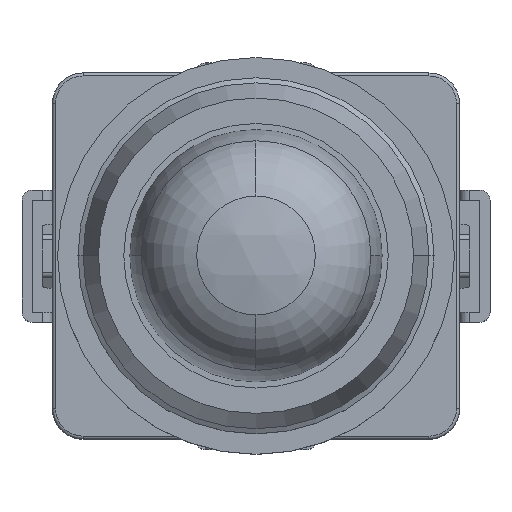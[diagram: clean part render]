
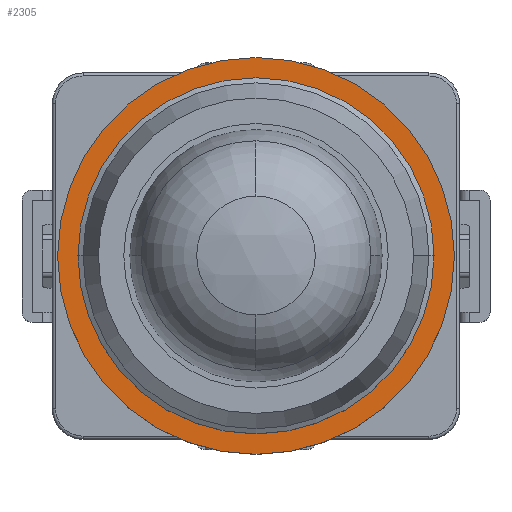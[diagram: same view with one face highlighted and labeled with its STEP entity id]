
A CAD part, top view. The second image highlights one B-rep face of the part: STEP entity #2305.
In plain terms, the highlighted planar face has unit normal (0, 0, 1).
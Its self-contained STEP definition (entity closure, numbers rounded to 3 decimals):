
#58 = CARTESIAN_POINT ( 'NONE',  ( 0., 0., 1.5 ) ) ;
#262 = ORIENTED_EDGE ( 'NONE', *, *, #1380, .T. ) ;
#867 = VERTEX_POINT ( 'NONE', #6928 ) ;
#1094 = AXIS2_PLACEMENT_3D ( 'NONE', #5502, #4182, #2865 ) ;
#1380 = EDGE_CURVE ( 'NONE', #867, #7917, #7800, .T. ) ;
#1475 = PLANE ( 'NONE',  #6719 ) ;
#1945 = ORIENTED_EDGE ( 'NONE', *, *, #10766, .F. ) ;
#2305 = ADVANCED_FACE ( 'NONE', ( #6807, #6765 ), #1475, .T. ) ;
#2586 = EDGE_LOOP ( 'NONE', ( #8114, #262 ) ) ;
#2865 = DIRECTION ( 'NONE',  ( -1., 0., 0. ) ) ;
#3237 = EDGE_CURVE ( 'NONE', #7917, #867, #7021, .T. ) ;
#3497 = CIRCLE ( 'NONE', #1094, 14.75 ) ;
#4032 = CARTESIAN_POINT ( 'NONE',  ( -19.5, 0., 1.5 ) ) ;
#4109 = AXIS2_PLACEMENT_3D ( 'NONE', #9740, #8435, #7119 ) ;
#4182 = DIRECTION ( 'NONE',  ( 0., 0., 1. ) ) ;
#4355 = CIRCLE ( 'NONE', #7823, 14.75 ) ;
#4976 = VERTEX_POINT ( 'NONE', #7591 ) ;
#5502 = CARTESIAN_POINT ( 'NONE',  ( 0., 0., 1.5 ) ) ;
#6232 = VERTEX_POINT ( 'NONE', #9320 ) ;
#6345 = DIRECTION ( 'NONE',  ( -1., 0., 0. ) ) ;
#6434 = DIRECTION ( 'NONE',  ( -1., 0., 0. ) ) ;
#6719 = AXIS2_PLACEMENT_3D ( 'NONE', #10339, #9068, #7759 ) ;
#6765 = FACE_OUTER_BOUND ( 'NONE', #2586, .T. ) ;
#6807 = FACE_BOUND ( 'NONE', #12754, .T. ) ;
#6928 = CARTESIAN_POINT ( 'NONE',  ( 19.5, 0., 1.5 ) ) ;
#7021 = CIRCLE ( 'NONE', #4109, 19.5 ) ;
#7119 = DIRECTION ( 'NONE',  ( -1., 0., 0. ) ) ;
#7591 = CARTESIAN_POINT ( 'NONE',  ( 14.75, 0., 1.5 ) ) ;
#7692 = DIRECTION ( 'NONE',  ( 0., 0., 1. ) ) ;
#7759 = DIRECTION ( 'NONE',  ( 1., 0., 0. ) ) ;
#7779 = DIRECTION ( 'NONE',  ( 0., 0., 1. ) ) ;
#7800 = CIRCLE ( 'NONE', #8987, 19.5 ) ;
#7823 = AXIS2_PLACEMENT_3D ( 'NONE', #9086, #7779, #6434 ) ;
#7917 = VERTEX_POINT ( 'NONE', #4032 ) ;
#8114 = ORIENTED_EDGE ( 'NONE', *, *, #3237, .T. ) ;
#8435 = DIRECTION ( 'NONE',  ( 0., 0., 1. ) ) ;
#8987 = AXIS2_PLACEMENT_3D ( 'NONE', #58, #7692, #6345 ) ;
#9068 = DIRECTION ( 'NONE',  ( 0., 0., 1. ) ) ;
#9086 = CARTESIAN_POINT ( 'NONE',  ( 0., 0., 1.5 ) ) ;
#9320 = CARTESIAN_POINT ( 'NONE',  ( -14.75, 0., 1.5 ) ) ;
#9465 = EDGE_CURVE ( 'NONE', #6232, #4976, #4355, .T. ) ;
#9740 = CARTESIAN_POINT ( 'NONE',  ( 0., 0., 1.5 ) ) ;
#10339 = CARTESIAN_POINT ( 'NONE',  ( -19.734, -19.734, 1.5 ) ) ;
#10766 = EDGE_CURVE ( 'NONE', #4976, #6232, #3497, .T. ) ;
#11033 = ORIENTED_EDGE ( 'NONE', *, *, #9465, .F. ) ;
#12754 = EDGE_LOOP ( 'NONE', ( #11033, #1945 ) ) ;
